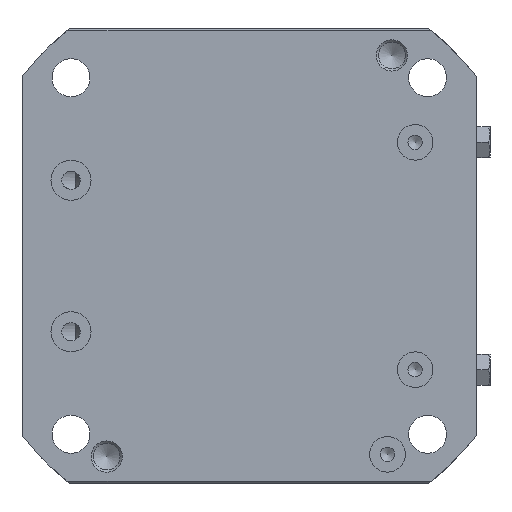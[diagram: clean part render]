
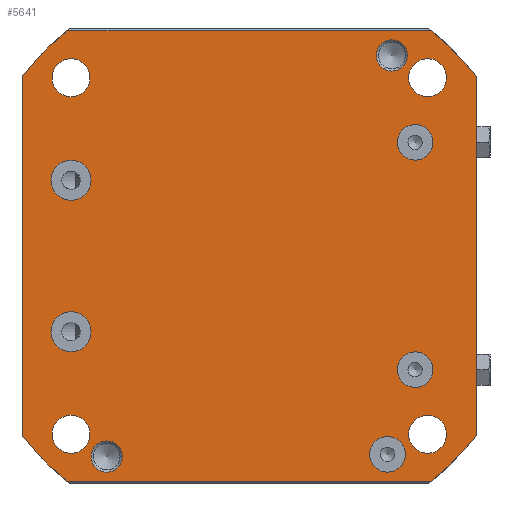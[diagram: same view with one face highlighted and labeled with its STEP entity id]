
A CAD part, front view. The second image highlights one B-rep face of the part: STEP entity #5641.
In plain terms, the highlighted planar face has unit normal (0, -1, 0).
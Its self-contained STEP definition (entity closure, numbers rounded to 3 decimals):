
#191=FACE_BOUND('',#954,.T.);
#192=FACE_BOUND('',#955,.T.);
#193=FACE_BOUND('',#956,.T.);
#194=FACE_BOUND('',#957,.T.);
#195=FACE_BOUND('',#958,.T.);
#196=FACE_BOUND('',#959,.T.);
#197=FACE_BOUND('',#960,.T.);
#198=FACE_BOUND('',#961,.T.);
#199=FACE_BOUND('',#962,.T.);
#200=FACE_BOUND('',#963,.T.);
#201=FACE_BOUND('',#964,.T.);
#285=PLANE('',#6211);
#621=FACE_OUTER_BOUND('',#953,.T.);
#953=EDGE_LOOP('',(#4586,#4587,#4588,#4589,#4590,#4591,#4592,#4593));
#954=EDGE_LOOP('',(#4594));
#955=EDGE_LOOP('',(#4595));
#956=EDGE_LOOP('',(#4596));
#957=EDGE_LOOP('',(#4597));
#958=EDGE_LOOP('',(#4598));
#959=EDGE_LOOP('',(#4599,#4600));
#960=EDGE_LOOP('',(#4601,#4602));
#961=EDGE_LOOP('',(#4603,#4604));
#962=EDGE_LOOP('',(#4605,#4606));
#963=EDGE_LOOP('',(#4607,#4608));
#964=EDGE_LOOP('',(#4609,#4610));
#1185=CIRCLE('',#5949,4.5);
#1187=CIRCLE('',#5953,4.5);
#1189=CIRCLE('',#5957,4.);
#1191=CIRCLE('',#5961,4.);
#1193=CIRCLE('',#5965,4.);
#1282=CIRCLE('',#6161,3.5);
#1283=CIRCLE('',#6162,3.5);
#1288=CIRCLE('',#6170,3.5);
#1289=CIRCLE('',#6171,3.5);
#1292=CIRCLE('',#6177,4.25);
#1293=CIRCLE('',#6178,4.25);
#1296=CIRCLE('',#6182,4.25);
#1297=CIRCLE('',#6183,4.25);
#1300=CIRCLE('',#6187,4.25);
#1301=CIRCLE('',#6188,4.25);
#1304=CIRCLE('',#6192,4.25);
#1305=CIRCLE('',#6193,4.25);
#1320=CIRCLE('',#6212,65.);
#1321=CIRCLE('',#6213,65.);
#1322=CIRCLE('',#6214,65.);
#1323=CIRCLE('',#6215,65.);
#1564=LINE('',#9157,#2065);
#1609=LINE('',#9266,#2110);
#1611=LINE('',#9272,#2112);
#1612=LINE('',#9277,#2113);
#2065=VECTOR('',#7280,80.598);
#2110=VECTOR('',#7351,80.598);
#2112=VECTOR('',#7357,81.847);
#2113=VECTOR('',#7362,81.847);
#2461=VERTEX_POINT('',#8395);
#2463=VERTEX_POINT('',#8402);
#2465=VERTEX_POINT('',#8409);
#2467=VERTEX_POINT('',#8416);
#2469=VERTEX_POINT('',#8423);
#2653=VERTEX_POINT('',#9074);
#2654=VERTEX_POINT('',#9076);
#2660=VERTEX_POINT('',#9093);
#2661=VERTEX_POINT('',#9095);
#2665=VERTEX_POINT('',#9108);
#2666=VERTEX_POINT('',#9109);
#2669=VERTEX_POINT('',#9118);
#2670=VERTEX_POINT('',#9119);
#2673=VERTEX_POINT('',#9128);
#2674=VERTEX_POINT('',#9129);
#2677=VERTEX_POINT('',#9138);
#2678=VERTEX_POINT('',#9139);
#2684=VERTEX_POINT('',#9154);
#2685=VERTEX_POINT('',#9156);
#2735=VERTEX_POINT('',#9263);
#2736=VERTEX_POINT('',#9265);
#2737=VERTEX_POINT('',#9269);
#2738=VERTEX_POINT('',#9271);
#2739=VERTEX_POINT('',#9274);
#2740=VERTEX_POINT('',#9276);
#3043=EDGE_CURVE('',#2461,#2461,#1185,.T.);
#3046=EDGE_CURVE('',#2463,#2463,#1187,.T.);
#3049=EDGE_CURVE('',#2465,#2465,#1189,.T.);
#3052=EDGE_CURVE('',#2467,#2467,#1191,.T.);
#3055=EDGE_CURVE('',#2469,#2469,#1193,.T.);
#3326=EDGE_CURVE('',#2653,#2654,#1282,.T.);
#3327=EDGE_CURVE('',#2654,#2653,#1283,.T.);
#3335=EDGE_CURVE('',#2660,#2661,#1288,.T.);
#3336=EDGE_CURVE('',#2661,#2660,#1289,.T.);
#3341=EDGE_CURVE('',#2665,#2666,#1292,.T.);
#3342=EDGE_CURVE('',#2666,#2665,#1293,.T.);
#3346=EDGE_CURVE('',#2669,#2670,#1296,.T.);
#3347=EDGE_CURVE('',#2670,#2669,#1297,.T.);
#3351=EDGE_CURVE('',#2673,#2674,#1300,.T.);
#3352=EDGE_CURVE('',#2674,#2673,#1301,.T.);
#3356=EDGE_CURVE('',#2677,#2678,#1304,.T.);
#3357=EDGE_CURVE('',#2678,#2677,#1305,.T.);
#3364=EDGE_CURVE('',#2684,#2685,#1564,.T.);
#3421=EDGE_CURVE('',#2736,#2735,#1609,.T.);
#3423=EDGE_CURVE('',#2684,#2737,#1320,.T.);
#3424=EDGE_CURVE('',#2737,#2738,#1611,.T.);
#3425=EDGE_CURVE('',#2738,#2736,#1321,.T.);
#3426=EDGE_CURVE('',#2735,#2739,#1322,.T.);
#3427=EDGE_CURVE('',#2740,#2739,#1612,.T.);
#3428=EDGE_CURVE('',#2740,#2685,#1323,.T.);
#4586=ORIENTED_EDGE('',*,*,#3423,.T.);
#4587=ORIENTED_EDGE('',*,*,#3424,.T.);
#4588=ORIENTED_EDGE('',*,*,#3425,.T.);
#4589=ORIENTED_EDGE('',*,*,#3421,.T.);
#4590=ORIENTED_EDGE('',*,*,#3426,.T.);
#4591=ORIENTED_EDGE('',*,*,#3427,.F.);
#4592=ORIENTED_EDGE('',*,*,#3428,.T.);
#4593=ORIENTED_EDGE('',*,*,#3364,.F.);
#4594=ORIENTED_EDGE('',*,*,#3043,.T.);
#4595=ORIENTED_EDGE('',*,*,#3046,.T.);
#4596=ORIENTED_EDGE('',*,*,#3049,.T.);
#4597=ORIENTED_EDGE('',*,*,#3052,.T.);
#4598=ORIENTED_EDGE('',*,*,#3055,.T.);
#4599=ORIENTED_EDGE('',*,*,#3327,.F.);
#4600=ORIENTED_EDGE('',*,*,#3326,.F.);
#4601=ORIENTED_EDGE('',*,*,#3356,.T.);
#4602=ORIENTED_EDGE('',*,*,#3357,.T.);
#4603=ORIENTED_EDGE('',*,*,#3351,.T.);
#4604=ORIENTED_EDGE('',*,*,#3352,.T.);
#4605=ORIENTED_EDGE('',*,*,#3346,.T.);
#4606=ORIENTED_EDGE('',*,*,#3347,.T.);
#4607=ORIENTED_EDGE('',*,*,#3341,.T.);
#4608=ORIENTED_EDGE('',*,*,#3342,.T.);
#4609=ORIENTED_EDGE('',*,*,#3336,.F.);
#4610=ORIENTED_EDGE('',*,*,#3335,.F.);
#5641=ADVANCED_FACE('',(#621,#191,#192,#193,#194,#195,#196,#197,#198,#199,
#200,#201),#285,.F.);
#5949=AXIS2_PLACEMENT_3D('',#8396,#6638,#6639);
#5953=AXIS2_PLACEMENT_3D('',#8403,#6647,#6648);
#5957=AXIS2_PLACEMENT_3D('',#8410,#6656,#6657);
#5961=AXIS2_PLACEMENT_3D('',#8417,#6665,#6666);
#5965=AXIS2_PLACEMENT_3D('',#8424,#6674,#6675);
#6161=AXIS2_PLACEMENT_3D('',#9077,#7194,#7195);
#6162=AXIS2_PLACEMENT_3D('',#9078,#7196,#7197);
#6170=AXIS2_PLACEMENT_3D('',#9096,#7215,#7216);
#6171=AXIS2_PLACEMENT_3D('',#9097,#7217,#7218);
#6177=AXIS2_PLACEMENT_3D('',#9110,#7231,#7232);
#6178=AXIS2_PLACEMENT_3D('',#9111,#7233,#7234);
#6182=AXIS2_PLACEMENT_3D('',#9120,#7242,#7243);
#6183=AXIS2_PLACEMENT_3D('',#9121,#7244,#7245);
#6187=AXIS2_PLACEMENT_3D('',#9130,#7253,#7254);
#6188=AXIS2_PLACEMENT_3D('',#9131,#7255,#7256);
#6192=AXIS2_PLACEMENT_3D('',#9140,#7264,#7265);
#6193=AXIS2_PLACEMENT_3D('',#9141,#7266,#7267);
#6211=AXIS2_PLACEMENT_3D('',#9268,#7353,#7354);
#6212=AXIS2_PLACEMENT_3D('',#9270,#7355,#7356);
#6213=AXIS2_PLACEMENT_3D('',#9273,#7358,#7359);
#6214=AXIS2_PLACEMENT_3D('',#9275,#7360,#7361);
#6215=AXIS2_PLACEMENT_3D('',#9278,#7363,#7364);
#6638=DIRECTION('center_axis',(0.,1.,0.));
#6639=DIRECTION('ref_axis',(-1.,0.,0.));
#6647=DIRECTION('center_axis',(0.,1.,0.));
#6648=DIRECTION('ref_axis',(-1.,0.,0.));
#6656=DIRECTION('center_axis',(0.,1.,0.));
#6657=DIRECTION('ref_axis',(-1.,0.,0.));
#6665=DIRECTION('center_axis',(0.,1.,0.));
#6666=DIRECTION('ref_axis',(-1.,0.,0.));
#6674=DIRECTION('center_axis',(0.,1.,0.));
#6675=DIRECTION('ref_axis',(-1.,0.,0.));
#7194=DIRECTION('center_axis',(0.,-1.,0.));
#7195=DIRECTION('ref_axis',(0.,0.,-1.));
#7196=DIRECTION('center_axis',(0.,-1.,0.));
#7197=DIRECTION('ref_axis',(0.,0.,-1.));
#7215=DIRECTION('center_axis',(0.,-1.,0.));
#7216=DIRECTION('ref_axis',(0.,0.,-1.));
#7217=DIRECTION('center_axis',(0.,-1.,0.));
#7218=DIRECTION('ref_axis',(0.,0.,-1.));
#7231=DIRECTION('center_axis',(0.,1.,0.));
#7232=DIRECTION('ref_axis',(0.,0.,1.));
#7233=DIRECTION('center_axis',(0.,1.,0.));
#7234=DIRECTION('ref_axis',(0.,0.,1.));
#7242=DIRECTION('center_axis',(0.,1.,0.));
#7243=DIRECTION('ref_axis',(0.,0.,1.));
#7244=DIRECTION('center_axis',(0.,1.,0.));
#7245=DIRECTION('ref_axis',(0.,0.,1.));
#7253=DIRECTION('center_axis',(0.,1.,0.));
#7254=DIRECTION('ref_axis',(0.,0.,1.));
#7255=DIRECTION('center_axis',(0.,1.,0.));
#7256=DIRECTION('ref_axis',(0.,0.,1.));
#7264=DIRECTION('center_axis',(0.,1.,0.));
#7265=DIRECTION('ref_axis',(0.,0.,1.));
#7266=DIRECTION('center_axis',(0.,1.,0.));
#7267=DIRECTION('ref_axis',(0.,0.,1.));
#7280=DIRECTION('',(0.,0.,-1.));
#7351=DIRECTION('',(0.,0.,-1.));
#7353=DIRECTION('center_axis',(0.,1.,0.));
#7354=DIRECTION('ref_axis',(0.,0.,1.));
#7355=DIRECTION('center_axis',(0.,-1.,0.));
#7356=DIRECTION('ref_axis',(0.,0.,-1.));
#7357=DIRECTION('',(-1.,0.,0.));
#7358=DIRECTION('center_axis',(0.,-1.,0.));
#7359=DIRECTION('ref_axis',(0.,0.,-1.));
#7360=DIRECTION('center_axis',(0.,-1.,0.));
#7361=DIRECTION('ref_axis',(0.,0.,-1.));
#7362=DIRECTION('',(-1.,0.,0.));
#7363=DIRECTION('center_axis',(0.,-1.,0.));
#7364=DIRECTION('ref_axis',(0.,0.,-1.));
#8395=CARTESIAN_POINT('',(-35.5,0.,-17.));
#8396=CARTESIAN_POINT('Origin',(-40.,0.,-17.));
#8402=CARTESIAN_POINT('',(-35.5,0.,17.));
#8403=CARTESIAN_POINT('Origin',(-40.,0.,17.));
#8409=CARTESIAN_POINT('',(41.2,0.,25.5));
#8410=CARTESIAN_POINT('Origin',(37.2,0.,25.5));
#8416=CARTESIAN_POINT('',(41.2,0.,-25.5));
#8417=CARTESIAN_POINT('Origin',(37.2,0.,-25.5));
#8423=CARTESIAN_POINT('',(35.,0.,-44.5));
#8424=CARTESIAN_POINT('Origin',(31.,0.,-44.5));
#9074=CARTESIAN_POINT('',(32.,0.,48.5));
#9076=CARTESIAN_POINT('',(32.,0.,41.5));
#9077=CARTESIAN_POINT('Origin',(32.,0.,45.));
#9078=CARTESIAN_POINT('Origin',(32.,0.,45.));
#9093=CARTESIAN_POINT('',(-32.,0.,-41.5));
#9095=CARTESIAN_POINT('',(-32.,0.,-48.5));
#9096=CARTESIAN_POINT('Origin',(-32.,0.,-45.));
#9097=CARTESIAN_POINT('Origin',(-32.,0.,-45.));
#9108=CARTESIAN_POINT('',(-40.,0.,44.25));
#9109=CARTESIAN_POINT('',(-40.,0.,35.75));
#9110=CARTESIAN_POINT('Origin',(-40.,0.,40.));
#9111=CARTESIAN_POINT('Origin',(-40.,0.,40.));
#9118=CARTESIAN_POINT('',(40.,0.,44.25));
#9119=CARTESIAN_POINT('',(40.,0.,35.75));
#9120=CARTESIAN_POINT('Origin',(40.,0.,40.));
#9121=CARTESIAN_POINT('Origin',(40.,0.,40.));
#9128=CARTESIAN_POINT('',(40.,0.,-35.75));
#9129=CARTESIAN_POINT('',(40.,0.,-44.25));
#9130=CARTESIAN_POINT('Origin',(40.,0.,-40.));
#9131=CARTESIAN_POINT('Origin',(40.,0.,-40.));
#9138=CARTESIAN_POINT('',(-40.,0.,-35.75));
#9139=CARTESIAN_POINT('',(-40.,0.,-44.25));
#9140=CARTESIAN_POINT('Origin',(-40.,0.,-40.));
#9141=CARTESIAN_POINT('Origin',(-40.,0.,-40.));
#9154=CARTESIAN_POINT('',(51.,0.,40.299));
#9156=CARTESIAN_POINT('',(51.,0.,-40.299));
#9157=CARTESIAN_POINT('',(51.,0.,40.299));
#9263=CARTESIAN_POINT('',(-51.,0.,-40.299));
#9265=CARTESIAN_POINT('',(-51.,0.,40.299));
#9266=CARTESIAN_POINT('',(-51.,0.,40.299));
#9268=CARTESIAN_POINT('Origin',(51.,0.,50.5));
#9269=CARTESIAN_POINT('',(40.924,0.,50.5));
#9270=CARTESIAN_POINT('Origin',(0.,0.,0.));
#9271=CARTESIAN_POINT('',(-40.924,0.,50.5));
#9272=CARTESIAN_POINT('',(40.924,0.,50.5));
#9273=CARTESIAN_POINT('Origin',(0.,0.,0.));
#9274=CARTESIAN_POINT('',(-40.924,0.,-50.5));
#9275=CARTESIAN_POINT('Origin',(0.,0.,0.));
#9276=CARTESIAN_POINT('',(40.924,0.,-50.5));
#9277=CARTESIAN_POINT('',(40.924,0.,-50.5));
#9278=CARTESIAN_POINT('Origin',(0.,0.,0.));
